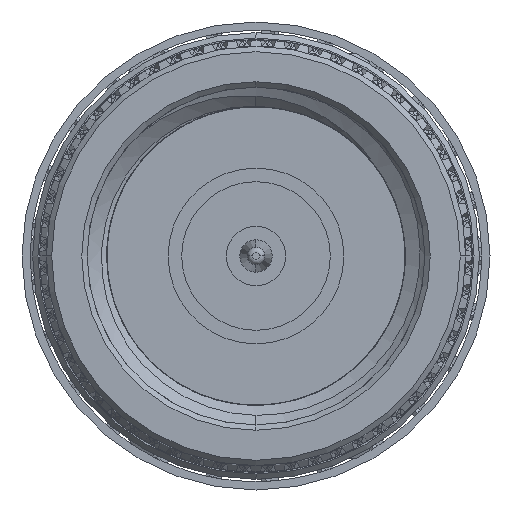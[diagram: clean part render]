
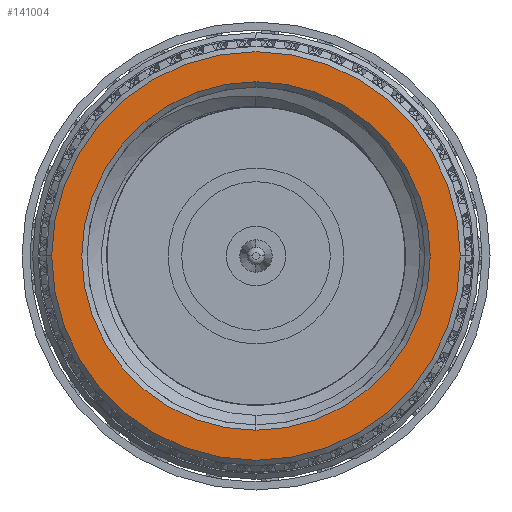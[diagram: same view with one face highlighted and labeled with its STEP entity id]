
A CAD part, left-side view. The second image highlights one B-rep face of the part: STEP entity #141004.
In plain terms, the highlighted planar face has unit normal (-1, 0, 0).
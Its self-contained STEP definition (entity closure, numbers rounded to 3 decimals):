
#1471 = CIRCLE ( 'NONE', #99684, 9.603 ) ;
#4697 = CARTESIAN_POINT ( 'NONE',  ( 0., 0., -8.191 ) ) ;
#6479 = EDGE_LOOP ( 'NONE', ( #106257, #59209 ) ) ;
#9535 = VERTEX_POINT ( 'NONE', #98750 ) ;
#14039 = EDGE_CURVE ( 'NONE', #9535, #43760, #145659, .T. ) ;
#15387 = CARTESIAN_POINT ( 'NONE',  ( 0., 0., 0. ) ) ;
#32881 = ORIENTED_EDGE ( 'NONE', *, *, #172794, .T. ) ;
#42629 = CARTESIAN_POINT ( 'NONE',  ( 0., 0., 8.191 ) ) ;
#43760 = VERTEX_POINT ( 'NONE', #108186 ) ;
#44552 = DIRECTION ( 'NONE',  ( -1., 0., 0. ) ) ;
#45556 = AXIS2_PLACEMENT_3D ( 'NONE', #177512, #163035, #55500 ) ;
#55500 = DIRECTION ( 'NONE',  ( 0., -1., 0. ) ) ;
#57018 = EDGE_LOOP ( 'NONE', ( #74110, #32881 ) ) ;
#58799 = VERTEX_POINT ( 'NONE', #42629 ) ;
#59209 = ORIENTED_EDGE ( 'NONE', *, *, #14039, .T. ) ;
#70781 = AXIS2_PLACEMENT_3D ( 'NONE', #170674, #112931, #79337 ) ;
#71407 = DIRECTION ( 'NONE',  ( -1., 0., 0. ) ) ;
#71680 = CARTESIAN_POINT ( 'NONE',  ( 0., 9.857, 0. ) ) ;
#72306 = DIRECTION ( 'NONE',  ( 0., -1., 0. ) ) ;
#74110 = ORIENTED_EDGE ( 'NONE', *, *, #82913, .T. ) ;
#79337 = DIRECTION ( 'NONE',  ( 0., -1., 0. ) ) ;
#82913 = EDGE_CURVE ( 'NONE', #58799, #98181, #142622, .T. ) ;
#85231 = PLANE ( 'NONE',  #118611 ) ;
#86111 = FACE_OUTER_BOUND ( 'NONE', #6479, .T. ) ;
#97030 = DIRECTION ( 'NONE',  ( 0., -1., 0. ) ) ;
#98181 = VERTEX_POINT ( 'NONE', #4697 ) ;
#98750 = CARTESIAN_POINT ( 'NONE',  ( 0., -9.603, 0. ) ) ;
#99083 = EDGE_CURVE ( 'NONE', #43760, #9535, #1471, .T. ) ;
#99684 = AXIS2_PLACEMENT_3D ( 'NONE', #15387, #71407, #72306 ) ;
#102566 = DIRECTION ( 'NONE',  ( 1., 0., 0. ) ) ;
#106257 = ORIENTED_EDGE ( 'NONE', *, *, #99083, .T. ) ;
#108186 = CARTESIAN_POINT ( 'NONE',  ( 0., 9.603, 0. ) ) ;
#112931 = DIRECTION ( 'NONE',  ( -1., 0., 0. ) ) ;
#114329 = CARTESIAN_POINT ( 'NONE',  ( 0., 0., 0. ) ) ;
#118611 = AXIS2_PLACEMENT_3D ( 'NONE', #71680, #44552, #97030 ) ;
#124114 = FACE_BOUND ( 'NONE', #57018, .T. ) ;
#131038 = AXIS2_PLACEMENT_3D ( 'NONE', #114329, #102566, #157635 ) ;
#141004 = ADVANCED_FACE ( 'NONE', ( #124114, #86111 ), #85231, .T. ) ;
#142622 = CIRCLE ( 'NONE', #131038, 8.191 ) ;
#145659 = CIRCLE ( 'NONE', #70781, 9.603 ) ;
#155195 = CIRCLE ( 'NONE', #45556, 8.191 ) ;
#157635 = DIRECTION ( 'NONE',  ( 0., -1., 0. ) ) ;
#163035 = DIRECTION ( 'NONE',  ( 1., 0., 0. ) ) ;
#170674 = CARTESIAN_POINT ( 'NONE',  ( 0., 0., 0. ) ) ;
#172794 = EDGE_CURVE ( 'NONE', #98181, #58799, #155195, .T. ) ;
#177512 = CARTESIAN_POINT ( 'NONE',  ( 0., 0., 0. ) ) ;
